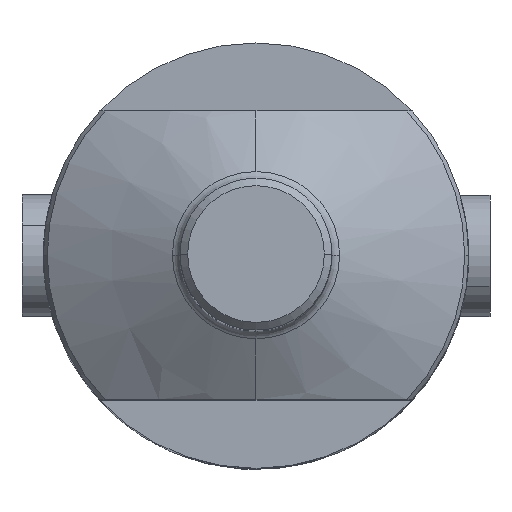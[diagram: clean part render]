
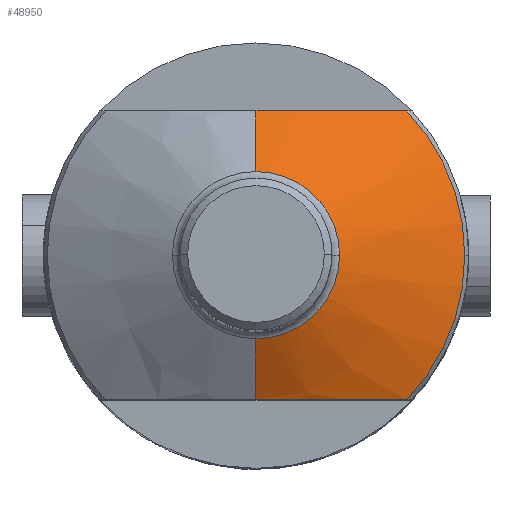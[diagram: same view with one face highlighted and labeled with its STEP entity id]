
A CAD part, top view. The second image highlights one B-rep face of the part: STEP entity #48950.
In plain terms, the highlighted conical face has half-angle 60 degrees and reference radius 14 mm.
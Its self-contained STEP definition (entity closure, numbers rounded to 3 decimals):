
#47980=CARTESIAN_POINT('',(51.584,44.059,37.));
#47990=DIRECTION('',(0.,0.,-1.));
#48000=DIRECTION('',(0.,1.,0.));
#48010=AXIS2_PLACEMENT_3D('',#47980,#47990,#48000);
#48020=CONICAL_SURFACE('',#48010,14.,1.047);
#48030=CARTESIAN_POINT('',(51.584,44.059,37.15));
#48040=DIRECTION('',(0.,0.,-1.));
#48050=DIRECTION('',(-1.,0.,0.));
#48060=AXIS2_PLACEMENT_3D('',#48030,#48040,#48050);
#48070=CIRCLE('',#48060,13.74);
#48080=CARTESIAN_POINT('',(61.511,53.559,37.15));
#48090=VERTEX_POINT('',#48080);
#48100=CARTESIAN_POINT('',(65.324,44.059,37.15));
#48110=VERTEX_POINT('',#48100);
#48120=EDGE_CURVE('',#48090,#48110,#48070,.T.);
#48130=ORIENTED_EDGE('',*,*,#48120,.F.);
#48140=CARTESIAN_POINT('',(61.511,34.559,
37.15));
#48150=VERTEX_POINT('',#48140);
#48160=EDGE_CURVE('',#48110,#48150,#48070,.T.);
#48170=ORIENTED_EDGE('',*,*,#48160,.F.);
#48180=CARTESIAN_POINT('',(68.385,34.559,24.7));
#48190=DIRECTION('',(0.,1.,0.));
#48200=DIRECTION('',(0.,0.,1.));
#48210=AXIS2_PLACEMENT_3D('',#48180,#48190,#48200);
#48220=PLANE('',#48210);
#48230=CARTESIAN_POINT('',(61.511,34.559,
37.15));
#48240=CARTESIAN_POINT('',(60.721,34.559,
37.479));
#48250=CARTESIAN_POINT('',(59.923,34.559,37.794));
#48260=CARTESIAN_POINT('',(59.117,34.559,38.083));
#48270=CARTESIAN_POINT('',(58.31,34.559,38.373));
#48280=CARTESIAN_POINT('',(57.494,34.559,38.637));
#48290=CARTESIAN_POINT('',(56.668,34.559,38.862));
#48300=CARTESIAN_POINT('',(55.842,34.559,39.087));
#48310=CARTESIAN_POINT('',(55.,34.559,39.274));
#48320=CARTESIAN_POINT('',(54.149,34.559,39.402));
#48330=CARTESIAN_POINT('',(53.298,34.559,39.53));
#48340=CARTESIAN_POINT('',(52.441,34.559,39.598));
#48350=CARTESIAN_POINT('',(51.584,34.559,39.598));
#48360=B_SPLINE_CURVE_WITH_KNOTS('',3,(#48230,#48240,#48250,#48260,
#48270,#48280,#48290,#48300,#48310,#48320,#48330,#48340,#48350),
.UNSPECIFIED.,.F.,.F.,(4,3,3,3,4),(0.,2.57,5.14,
7.718,10.293),.UNSPECIFIED.);
#48370=SURFACE_CURVE('',#48360,(#48020,#48220),.CURVE_3D.);
#48380=CARTESIAN_POINT('',(51.584,34.559,39.598));
#48390=VERTEX_POINT('',#48380);
#48400=EDGE_CURVE('',#48150,#48390,#48370,.T.);
#48410=ORIENTED_EDGE('',*,*,#48400,.F.);
#48420=CARTESIAN_POINT('',(51.584,30.059,37.));
#48430=DIRECTION('',(0.,-0.866,-0.5));
#48440=VECTOR('',#48430,16.166);
#48450=LINE('',#48420,#48440);
#48460=CARTESIAN_POINT('',(51.584,38.559,41.907));
#48470=VERTEX_POINT('',#48460);
#48480=EDGE_CURVE('',#48470,#48390,#48450,.T.);
#48490=ORIENTED_EDGE('',*,*,#48480,.T.);
#48500=CARTESIAN_POINT('',(51.584,44.059,41.907));
#48510=DIRECTION('',(0.,0.,-1.));
#48520=DIRECTION('',(-1.,0.,0.));
#48530=AXIS2_PLACEMENT_3D('',#48500,#48510,#48520);
#48540=CIRCLE('',#48530,5.5);
#48550=CARTESIAN_POINT('',(57.084,44.059,41.907));
#48560=VERTEX_POINT('',#48550);
#48570=EDGE_CURVE('',#48560,#48470,#48540,.T.);
#48580=ORIENTED_EDGE('',*,*,#48570,.T.);
#48590=CARTESIAN_POINT('',(51.584,49.559,41.907));
#48600=VERTEX_POINT('',#48590);
#48610=EDGE_CURVE('',#48600,#48560,#48540,.T.);
#48620=ORIENTED_EDGE('',*,*,#48610,.T.);
#48630=CARTESIAN_POINT('',(51.584,58.059,37.));
#48640=DIRECTION('',(0.,0.866,-0.5));
#48650=VECTOR('',#48640,16.166);
#48660=LINE('',#48630,#48650);
#48670=CARTESIAN_POINT('',(51.584,53.559,39.598));
#48680=VERTEX_POINT('',#48670);
#48690=EDGE_CURVE('',#48600,#48680,#48660,.T.);
#48700=ORIENTED_EDGE('',*,*,#48690,.F.);
#48710=CARTESIAN_POINT('',(68.385,53.559,46.443));
#48720=DIRECTION('',(0.,-1.,0.));
#48730=DIRECTION('',(0.,0.,-1.));
#48740=AXIS2_PLACEMENT_3D('',#48710,#48720,#48730);
#48750=PLANE('',#48740);
#48760=CARTESIAN_POINT('',(51.584,53.559,39.598));
#48770=CARTESIAN_POINT('',(52.441,53.559,39.598));
#48780=CARTESIAN_POINT('',(53.297,53.559,39.53));
#48790=CARTESIAN_POINT('',(54.148,53.559,39.402));
#48800=CARTESIAN_POINT('',(54.998,53.559,39.274));
#48810=CARTESIAN_POINT('',(55.84,53.559,
39.088));
#48820=CARTESIAN_POINT('',(56.667,53.559,
38.862));
#48830=CARTESIAN_POINT('',(57.493,53.559,
38.637));
#48840=CARTESIAN_POINT('',(58.309,53.559,38.373));
#48850=CARTESIAN_POINT('',(59.115,53.559,38.084));
#48860=CARTESIAN_POINT('',(59.922,53.559,37.794));
#48870=CARTESIAN_POINT('',(60.721,53.559,37.48));
#48880=CARTESIAN_POINT('',(61.511,53.559,37.15));
#48890=B_SPLINE_CURVE_WITH_KNOTS('',3,(#48760,#48770,#48780,#48790,
#48800,#48810,#48820,#48830,#48840,#48850,#48860,#48870,#48880),
.UNSPECIFIED.,.F.,.F.,(4,3,3,3,4),(0.,2.573,5.151,
7.721,10.293),.UNSPECIFIED.);
#48900=SURFACE_CURVE('',#48890,(#48020,#48750),.CURVE_3D.);
#48910=EDGE_CURVE('',#48680,#48090,#48900,.T.);
#48920=ORIENTED_EDGE('',*,*,#48910,.F.);
#48930=EDGE_LOOP('',(#48920,#48700,#48620,#48580,#48490,#48410,#48170,
#48130));
#48940=FACE_OUTER_BOUND('',#48930,.T.);
#48950=ADVANCED_FACE('',(#48940),#48020,.T.);
